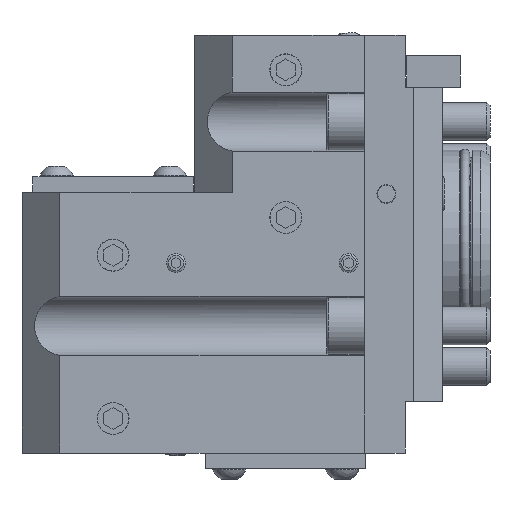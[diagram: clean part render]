
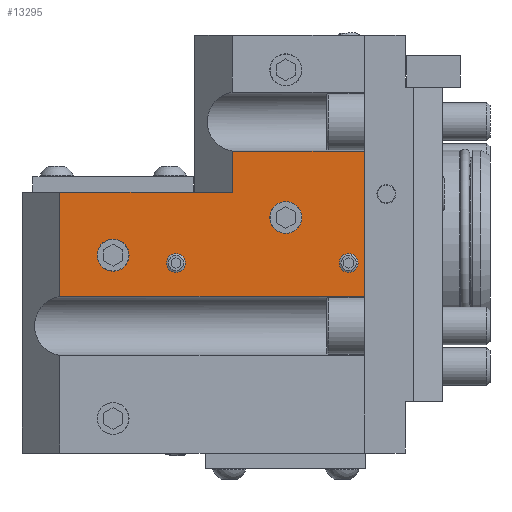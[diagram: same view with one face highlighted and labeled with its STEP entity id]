
A CAD part, left-side view. The second image highlights one B-rep face of the part: STEP entity #13295.
In plain terms, the highlighted planar face has unit normal (-1, 0, 0).
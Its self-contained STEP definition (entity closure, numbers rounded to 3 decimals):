
#25 = EDGE_CURVE ( 'NONE', #5122, #5122, #10884, .T. ) ;
#274 = CIRCLE ( 'NONE', #10910, 5.1 ) ;
#305 = CARTESIAN_POINT ( 'NONE',  ( -35., 50., 13.6 ) ) ;
#345 = VERTEX_POINT ( 'NONE', #8557 ) ;
#516 = DIRECTION ( 'NONE',  ( -1., 0., 0. ) ) ;
#545 = CARTESIAN_POINT ( 'NONE',  ( -35., 30., -3. ) ) ;
#1279 = ORIENTED_EDGE ( 'NONE', *, *, #9123, .F. ) ;
#1520 = EDGE_CURVE ( 'NONE', #7102, #7102, #2398, .T. ) ;
#1685 = AXIS2_PLACEMENT_3D ( 'NONE', #11408, #3088, #11476 ) ;
#1851 = EDGE_CURVE ( 'NONE', #345, #11634, #13983, .T. ) ;
#1883 = AXIS2_PLACEMENT_3D ( 'NONE', #7281, #14282, #17012 ) ;
#2221 = EDGE_CURVE ( 'NONE', #9053, #345, #4145, .T. ) ;
#2398 = CIRCLE ( 'NONE', #1685, 3. ) ;
#2670 = EDGE_LOOP ( 'NONE', ( #5111 ) ) ;
#2690 = CARTESIAN_POINT ( 'NONE',  ( -35., 79., 16.5 ) ) ;
#3040 = FACE_BOUND ( 'NONE', #2670, .T. ) ;
#3088 = DIRECTION ( 'NONE',  ( -1., 0., 0. ) ) ;
#3282 = CARTESIAN_POINT ( 'NONE',  ( -35., 25., -66.5 ) ) ;
#3362 = CARTESIAN_POINT ( 'NONE',  ( -35., 105., 1.6 ) ) ;
#3381 = DIRECTION ( 'NONE',  ( -1., 0., 0. ) ) ;
#3496 = CARTESIAN_POINT ( 'NONE',  ( -35., 85., -6. ) ) ;
#3673 = ORIENTED_EDGE ( 'NONE', *, *, #2221, .F. ) ;
#4145 = LINE ( 'NONE', #13742, #15862 ) ;
#4218 = DIRECTION ( 'NONE',  ( 0., -1., 0. ) ) ;
#4296 = ORIENTED_EDGE ( 'NONE', *, *, #16846, .T. ) ;
#4467 = ORIENTED_EDGE ( 'NONE', *, *, #25, .F. ) ;
#4571 = CARTESIAN_POINT ( 'NONE',  ( -35., 134., -16.619 ) ) ;
#5017 = EDGE_CURVE ( 'NONE', #15755, #15755, #274, .T. ) ;
#5089 = CARTESIAN_POINT ( 'NONE',  ( -35., 50., 8.5 ) ) ;
#5111 = ORIENTED_EDGE ( 'NONE', *, *, #5017, .F. ) ;
#5122 = VERTEX_POINT ( 'NONE', #305 ) ;
#5214 = ORIENTED_EDGE ( 'NONE', *, *, #12776, .T. ) ;
#5694 = ORIENTED_EDGE ( 'NONE', *, *, #1851, .F. ) ;
#7102 = VERTEX_POINT ( 'NONE', #545 ) ;
#7281 = CARTESIAN_POINT ( 'NONE',  ( -35., 25., -66.5 ) ) ;
#7405 = LINE ( 'NONE', #12137, #11980 ) ;
#7731 = VERTEX_POINT ( 'NONE', #13655 ) ;
#7882 = EDGE_LOOP ( 'NONE', ( #1279 ) ) ;
#7889 = CARTESIAN_POINT ( 'NONE',  ( -35., 67., 29.619 ) ) ;
#7995 = LINE ( 'NONE', #3282, #11265 ) ;
#8557 = CARTESIAN_POINT ( 'NONE',  ( -35., 122., 16.5 ) ) ;
#8816 = DIRECTION ( 'NONE',  ( 0., 0., 1. ) ) ;
#9053 = VERTEX_POINT ( 'NONE', #15426 ) ;
#9123 = EDGE_CURVE ( 'NONE', #7731, #7731, #16682, .T. ) ;
#9759 = DIRECTION ( 'NONE',  ( 0., 0., 1. ) ) ;
#10383 = FACE_BOUND ( 'NONE', #12739, .T. ) ;
#10884 = CIRCLE ( 'NONE', #11594, 5.1 ) ;
#10910 = AXIS2_PLACEMENT_3D ( 'NONE', #17261, #516, #17203 ) ;
#10917 = ORIENTED_EDGE ( 'NONE', *, *, #17040, .T. ) ;
#11265 = VECTOR ( 'NONE', #8816, 1000. ) ;
#11348 = VECTOR ( 'NONE', #4218, 1000. ) ;
#11408 = CARTESIAN_POINT ( 'NONE',  ( -35., 30., -6. ) ) ;
#11420 = VERTEX_POINT ( 'NONE', #7889 ) ;
#11476 = DIRECTION ( 'NONE',  ( 0., 0., 1. ) ) ;
#11594 = AXIS2_PLACEMENT_3D ( 'NONE', #5089, #12272, #16351 ) ;
#11634 = VERTEX_POINT ( 'NONE', #11714 ) ;
#11693 = LINE ( 'NONE', #4571, #13660 ) ;
#11714 = CARTESIAN_POINT ( 'NONE',  ( -35., 67., 16.5 ) ) ;
#11792 = CARTESIAN_POINT ( 'NONE',  ( -35., 67., 16.5 ) ) ;
#11928 = CARTESIAN_POINT ( 'NONE',  ( -35., 25., 29.619 ) ) ;
#11980 = VECTOR ( 'NONE', #16271, 1000. ) ;
#12137 = CARTESIAN_POINT ( 'NONE',  ( -35., 134., 29.619 ) ) ;
#12272 = DIRECTION ( 'NONE',  ( -1., 0., 0. ) ) ;
#12739 = EDGE_LOOP ( 'NONE', ( #4467 ) ) ;
#12776 = EDGE_CURVE ( 'NONE', #11420, #11634, #12855, .T. ) ;
#12855 = LINE ( 'NONE', #11792, #16762 ) ;
#13295 = ADVANCED_FACE ( 'NONE', ( #14552, #13921, #10383, #3040, #17386 ), #14218, .T. ) ;
#13480 = ORIENTED_EDGE ( 'NONE', *, *, #15421, .T. ) ;
#13655 = CARTESIAN_POINT ( 'NONE',  ( -35., 85., -3. ) ) ;
#13660 = VECTOR ( 'NONE', #16932, 1000. ) ;
#13742 = CARTESIAN_POINT ( 'NONE',  ( -35., 122., -66.5 ) ) ;
#13766 = CARTESIAN_POINT ( 'NONE',  ( -35., 25., -16.619 ) ) ;
#13921 = FACE_BOUND ( 'NONE', #7882, .T. ) ;
#13983 = LINE ( 'NONE', #2690, #11348 ) ;
#14218 = PLANE ( 'NONE',  #1883 ) ;
#14282 = DIRECTION ( 'NONE',  ( -1., 0., 0. ) ) ;
#14552 = FACE_BOUND ( 'NONE', #15347, .T. ) ;
#14629 = DIRECTION ( 'NONE',  ( 0., 0., -1. ) ) ;
#14952 = VERTEX_POINT ( 'NONE', #11928 ) ;
#15347 = EDGE_LOOP ( 'NONE', ( #17707 ) ) ;
#15421 = EDGE_CURVE ( 'NONE', #14952, #11420, #7405, .T. ) ;
#15426 = CARTESIAN_POINT ( 'NONE',  ( -35., 122., -16.619 ) ) ;
#15600 = DIRECTION ( 'NONE',  ( 0., 0., 1. ) ) ;
#15755 = VERTEX_POINT ( 'NONE', #3362 ) ;
#15862 = VECTOR ( 'NONE', #9759, 1000. ) ;
#15993 = EDGE_LOOP ( 'NONE', ( #10917, #13480, #5214, #5694, #3673, #4296 ) ) ;
#16271 = DIRECTION ( 'NONE',  ( 0., 1., 0. ) ) ;
#16351 = DIRECTION ( 'NONE',  ( 0., 0., 1. ) ) ;
#16477 = AXIS2_PLACEMENT_3D ( 'NONE', #3496, #3381, #15600 ) ;
#16682 = CIRCLE ( 'NONE', #16477, 3. ) ;
#16762 = VECTOR ( 'NONE', #14629, 1000. ) ;
#16786 = VERTEX_POINT ( 'NONE', #13766 ) ;
#16846 = EDGE_CURVE ( 'NONE', #9053, #16786, #11693, .T. ) ;
#16932 = DIRECTION ( 'NONE',  ( 0., -1., 0. ) ) ;
#17012 = DIRECTION ( 'NONE',  ( 0., -1., 0. ) ) ;
#17040 = EDGE_CURVE ( 'NONE', #16786, #14952, #7995, .T. ) ;
#17203 = DIRECTION ( 'NONE',  ( 0., 0., 1. ) ) ;
#17261 = CARTESIAN_POINT ( 'NONE',  ( -35., 105., -3.5 ) ) ;
#17386 = FACE_OUTER_BOUND ( 'NONE', #15993, .T. ) ;
#17707 = ORIENTED_EDGE ( 'NONE', *, *, #1520, .F. ) ;
